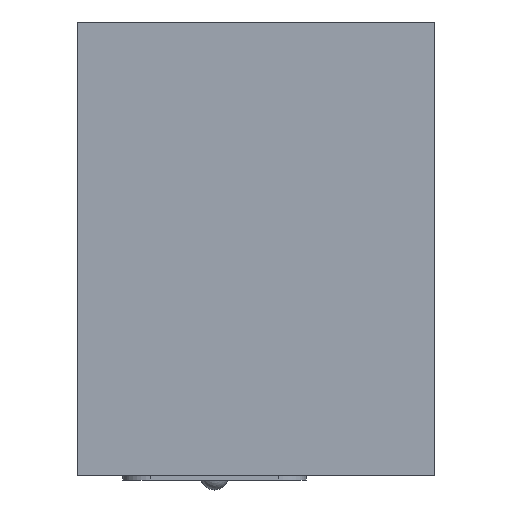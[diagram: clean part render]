
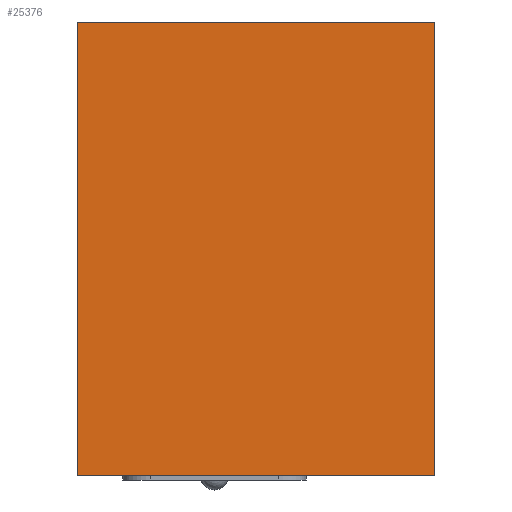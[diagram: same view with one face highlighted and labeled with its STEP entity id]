
A CAD part, left-side view. The second image highlights one B-rep face of the part: STEP entity #25376.
In plain terms, the highlighted planar face has unit normal (-1, 0, 0).
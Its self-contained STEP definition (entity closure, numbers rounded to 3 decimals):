
#352 = CARTESIAN_POINT ( 'NONE',  ( -86.317, 20., -24.75 ) ) ;
#1365 = AXIS2_PLACEMENT_3D ( 'NONE', #25390, #5456, #12021 ) ;
#2294 = EDGE_LOOP ( 'NONE', ( #11993, #28080, #25986, #3788 ) ) ;
#2363 = DIRECTION ( 'NONE',  ( 0., 0., -1. ) ) ;
#2581 = VERTEX_POINT ( 'NONE', #8026 ) ;
#2611 = EDGE_CURVE ( 'NONE', #13237, #6020, #26752, .T. ) ;
#2980 = PLANE ( 'NONE',  #1365 ) ;
#3788 = ORIENTED_EDGE ( 'NONE', *, *, #23551, .T. ) ;
#5456 = DIRECTION ( 'NONE',  ( 1., 0., 0. ) ) ;
#6020 = VERTEX_POINT ( 'NONE', #25003 ) ;
#7233 = CARTESIAN_POINT ( 'NONE',  ( -86.317, -19., 24.75 ) ) ;
#8026 = CARTESIAN_POINT ( 'NONE',  ( -86.317, 20., 24.75 ) ) ;
#9381 = DIRECTION ( 'NONE',  ( 0., -1., 0. ) ) ;
#11993 = ORIENTED_EDGE ( 'NONE', *, *, #20949, .T. ) ;
#12021 = DIRECTION ( 'NONE',  ( 0., 0., 1. ) ) ;
#13158 = VECTOR ( 'NONE', #2363, 1000. ) ;
#13237 = VERTEX_POINT ( 'NONE', #7233 ) ;
#13466 = VECTOR ( 'NONE', #9381, 1000. ) ;
#13662 = EDGE_CURVE ( 'NONE', #2581, #13237, #15619, .T. ) ;
#13685 = CARTESIAN_POINT ( 'NONE',  ( -86.317, -19., 24.75 ) ) ;
#14019 = CARTESIAN_POINT ( 'NONE',  ( -86.317, 20., -24.75 ) ) ;
#15612 = CARTESIAN_POINT ( 'NONE',  ( -86.317, 20., 24.75 ) ) ;
#15619 = LINE ( 'NONE', #22308, #13466 ) ;
#16006 = VECTOR ( 'NONE', #22100, 1000. ) ;
#20949 = EDGE_CURVE ( 'NONE', #25763, #6020, #22618, .T. ) ;
#20981 = VECTOR ( 'NONE', #26546, 1000. ) ;
#22100 = DIRECTION ( 'NONE',  ( 0., 0., -1. ) ) ;
#22308 = CARTESIAN_POINT ( 'NONE',  ( -86.317, 20., 24.75 ) ) ;
#22618 = LINE ( 'NONE', #352, #20981 ) ;
#22921 = FACE_OUTER_BOUND ( 'NONE', #2294, .T. ) ;
#23551 = EDGE_CURVE ( 'NONE', #2581, #25763, #27094, .T. ) ;
#25003 = CARTESIAN_POINT ( 'NONE',  ( -86.317, -19., -24.75 ) ) ;
#25376 = ADVANCED_FACE ( 'NONE', ( #22921 ), #2980, .F. ) ;
#25390 = CARTESIAN_POINT ( 'NONE',  ( -86.317, 20., 24.75 ) ) ;
#25763 = VERTEX_POINT ( 'NONE', #14019 ) ;
#25986 = ORIENTED_EDGE ( 'NONE', *, *, #13662, .F. ) ;
#26546 = DIRECTION ( 'NONE',  ( 0., -1., 0. ) ) ;
#26752 = LINE ( 'NONE', #13685, #16006 ) ;
#27094 = LINE ( 'NONE', #15612, #13158 ) ;
#28080 = ORIENTED_EDGE ( 'NONE', *, *, #2611, .F. ) ;
